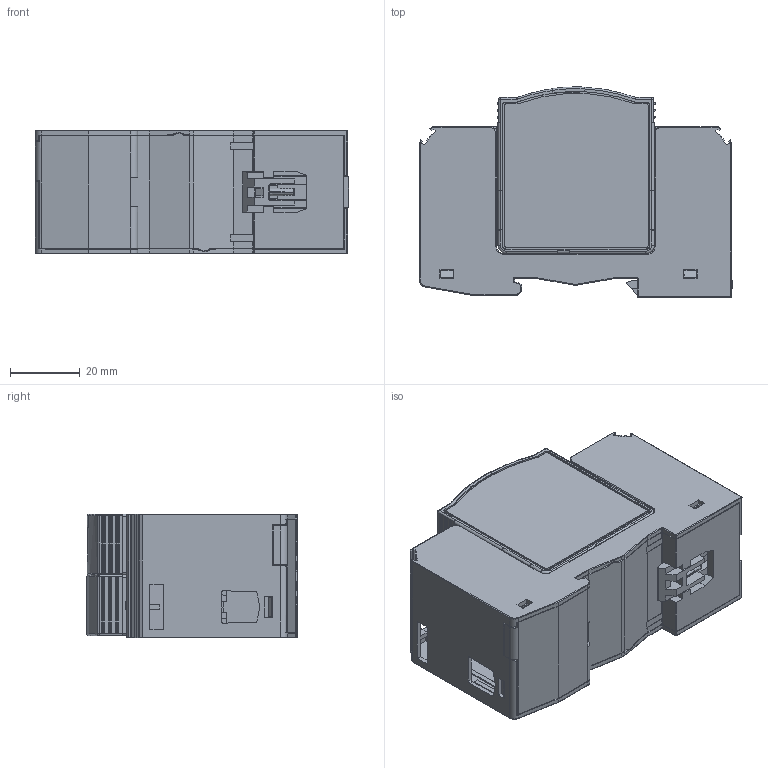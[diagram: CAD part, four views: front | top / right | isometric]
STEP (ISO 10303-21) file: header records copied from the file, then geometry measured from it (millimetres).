
FILE_DESCRIPTION(('Creo Elements/Direct Modeling STEP Export'),'2;1');
FILE_NAME('5093418.stp','2022-09-08T15:29:32',(''),(''),'Creo Elements/Direct Modeling STEP processor for AP214 (Solid Model)','Creo Elements/Direct Modeling 18.0B 02-Dec-2011 (C) Parametric Technology GmbH','');
FILE_SCHEMA(('AUTOMOTIVE_DESIGN { 1 0 10303 214 1 1 1 1 }'));
Length unit declared in the file: millimetre
Products named in the file (16): GEHAEUSE-NPE-289630.PRT; GEHAEUSE-NPE-289960.ASM; GEHAEUSE-V20-624490.PRT; GEHAEUSE-V20-624930.ASM; KONTAKTBUEGEL-MONTIERT.ASM; SOCKEL-OBERTEIL.PRT; RASTHAKEN-1859910.PRT; RASTHAKEN-1912040.ASM; VERBINDUNGSBLECH.PRT; KONTAKTBUEGEL_MIT_FEDER.ASM; KLEMMEN_BAUGRUPPE.ASM; SOCKEL-UNTERTEIL.PRT; UNTERTEIL.ASM; GEHAEUSEDECKEL-V20-879700.PRT; GEHAEUSEDECKEL-V20-880100.ASM; 5093418.stp
Assembly tree (17 placements, depth 4):
  5093418.stp
    GEHAEUSEDECKEL-V20-880100.ASM
      GEHAEUSEDECKEL-V20-879700.PRT
    UNTERTEIL.ASM
      SOCKEL-UNTERTEIL.PRT
      KLEMMEN_BAUGRUPPE.ASM
        KONTAKTBUEGEL_MIT_FEDER.ASM
        VERBINDUNGSBLECH.PRT
        KONTAKTBUEGEL-MONTIERT.ASM
      RASTHAKEN-1912040.ASM
        RASTHAKEN-1859910.PRT
      SOCKEL-OBERTEIL.PRT
      KONTAKTBUEGEL-MONTIERT.ASM  x2
    GEHAEUSE-V20-624930.ASM
      GEHAEUSE-V20-624490.PRT
    GEHAEUSE-NPE-289960.ASM
      GEHAEUSE-NPE-289630.PRT
Bounding box: 90.1 x 60.5 x 35.62 mm (x, y, z)
Volume: 104791.4 mm3; surface area: 82939.3 mm2
Topology: 7 solids, 7 shells, 3387 faces, 9251 edges, 5718 vertices
Faces by surface type: plane 1803, cylinder 1095, sphere 178, bspline 167, cone 63, torus 61, extrusion 20
Entity records: 138299 total; most frequent: CARTESIAN_POINT 39229, ORIENTED_EDGE 18122, DIRECTION 16155, EDGE_CURVE 9061, VECTOR 6085, LINE 6065, VERTEX_POINT 5718, AXIS2_PLACEMENT_3D 5035
